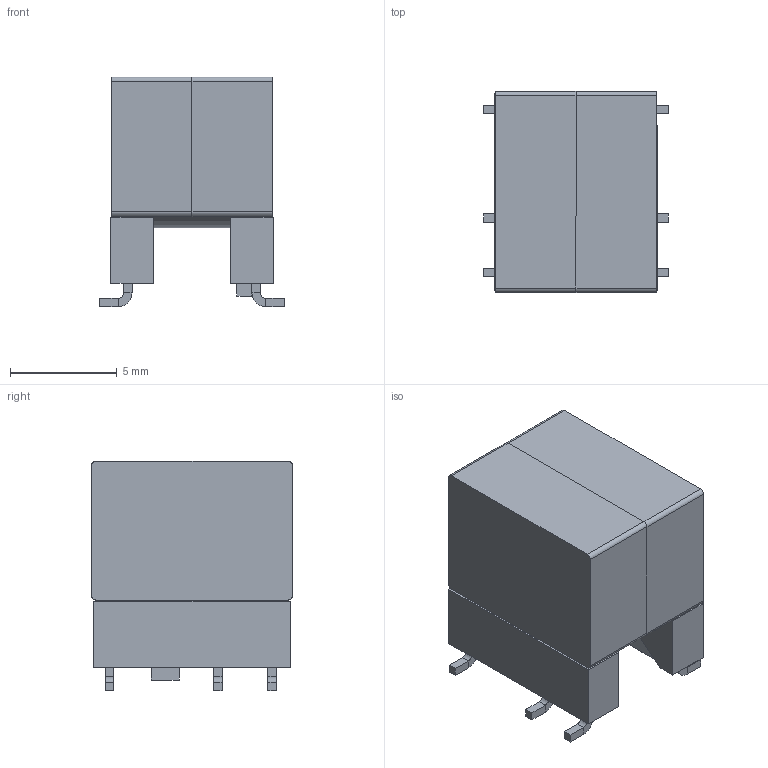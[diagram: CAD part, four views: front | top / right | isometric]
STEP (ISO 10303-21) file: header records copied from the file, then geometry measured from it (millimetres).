
FILE_DESCRIPTION(/* description */ (''),/* implementation_level */ '2;1');
FILE_NAME(/* name */ 'PH9572.step',/* time_stamp */ '2021-09-26T17:17:54+02:00',/* author */ (''),/* organization */ (''),/* preprocessor_version */ 'ST-DEVELOPER v18.1',/* originating_system */ 'Autodesk Translation Framework v10.10.0.1391',/* authorisation */ '');
FILE_SCHEMA (('AUTOMOTIVE_DESIGN { 1 0 10303 214 3 1 1 }'));
Length unit declared in the file: millimetre
Products named in the file (3): (Unsaved); 042-2297.004 SML 6P; 032-3281.XXX EP7CORE_Part Number
Assembly tree (3 placements, depth 2):
  (Unsaved)
    042-2297.004 SML 6P
    032-3281.XXX EP7CORE_Part Number  x2
Bounding box: 8.65 x 9.4 x 10.75 mm (x, y, z)
Volume: 498.3 mm3; surface area: 995.2 mm2
Topology: 9 solids, 9 shells, 169 faces, 395 edges, 244 vertices
Faces by surface type: plane 137, cylinder 32
Full cylindrical faces by diameter (mm): 3.4 x2, 3.5 x1, 4.5 x1
Entity records: 4205 total; most frequent: CARTESIAN_POINT 706, DIRECTION 705, ORIENTED_EDGE 684, EDGE_CURVE 342, LINE 289, VECTOR 289, VERTEX_POINT 209, AXIS2_PLACEMENT_3D 208
